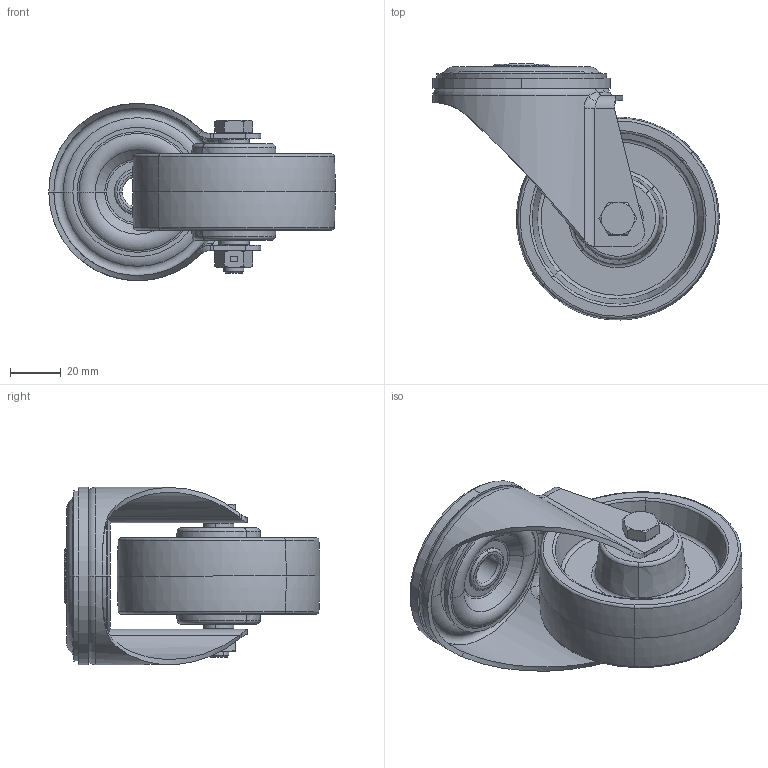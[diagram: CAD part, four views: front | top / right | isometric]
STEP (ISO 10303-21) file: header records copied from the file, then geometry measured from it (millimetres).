
FILE_DESCRIPTION (( 'STEP AP214' ), '1' );
FILE_NAME ('0056015.step', '2023-06-30T08:11:25', ( '' ), ( '' ), 'SwSTEP 2.0', 'SolidWorks 2020', '' );
FILE_SCHEMA (( 'AUTOMOTIVE_DESIGN' ));
Length unit declared in the file: millimetre
Products named in the file (1): 0056015
Bounding box: 112.99 x 100.99 x 70 mm (x, y, z)
Volume: 136193.7 mm3; surface area: 73338.9 mm2
Topology: 10 solids, 11 shells, 312 faces, 661 edges, 386 vertices
Faces by surface type: torus 86, plane 77, cylinder 65, cone 64, bspline 20
Entity records: 13912 total; most frequent: CARTESIAN_POINT 3625, DIRECTION 1508, ORIENTED_EDGE 1322, AXIS2_PLACEMENT_3D 665, EDGE_CURVE 661, VERTEX_POINT 386, CIRCLE 372, EDGE_LOOP 351
